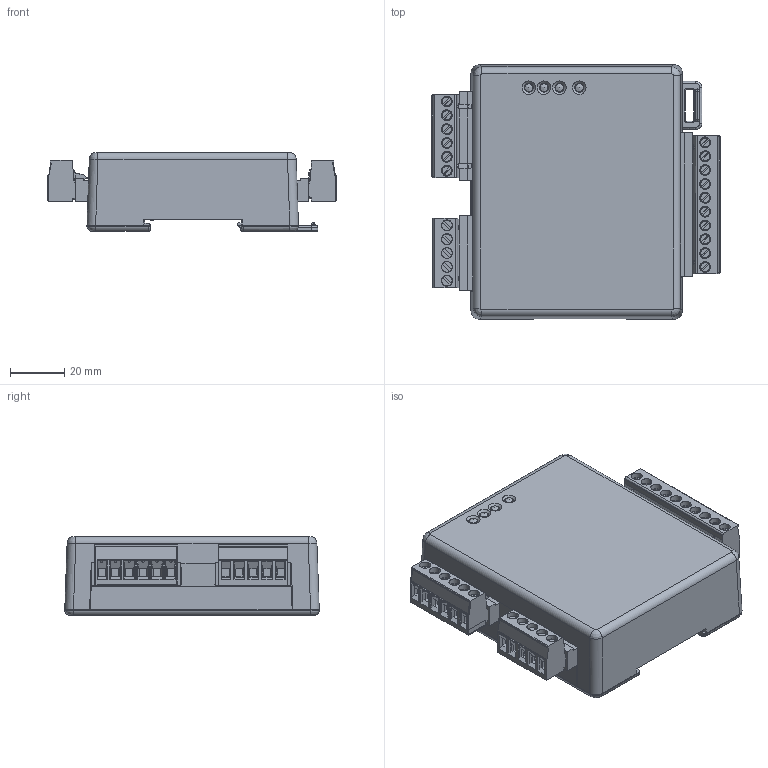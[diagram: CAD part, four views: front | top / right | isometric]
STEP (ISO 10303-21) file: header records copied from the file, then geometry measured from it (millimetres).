
FILE_DESCRIPTION((''),'2;1');
FILE_NAME('Meter-Module-Enclosure-6pin_simple.stp', '2016-11-21T14:33:19',('User'),('SDRC'),'I-DEAS Master Series 9','UNIX', 'Yes');
FILE_SCHEMA(('AUTOMOTIVE_DESIGN { 1 0 10303 214 1 1 1 1 }'));
Length unit declared in the file: inch
Products named in the file (12): Meter-Module-Enclosure-6pin_simple; 35-053; 35-008; 35-130; 85-005; simple-pcb; MSTB-2_5-ST-5_08; ID_1; PG106277; 82-004-PCBConn5pos-10_16mmSpacing; mstba_2_5-5-g-5_08
Assembly tree (14 placements, depth 3):
  Meter-Module-Enclosure-6pin_simple
    35-053
    35-008
    35-130
    85-005  x4
    simple-pcb
      MSTB-2_5-ST-5_08
      ID_1
      PG106277
      MSTB-2_5-ST-5_08
      82-004-PCBConn5pos-10_16mmSpacing
      mstba_2_5-5-g-5_08
Bounding box: 105.84 x 93.38 x 28.96 mm (x, y, z)
Volume: 102912 mm3; surface area: 60348.9 mm2
Topology: 13 solids, 14 shells, 1722 faces, 4527 edges, 2907 vertices
Faces by surface type: bspline 1722
Entity records: 58722 total; most frequent: CARTESIAN_POINT 31710, ORIENTED_EDGE 8984, EDGE_CURVE 4492, VERTEX_POINT 2889, QUASI_UNIFORM_CURVE 2379, EDGE_LOOP 1797, FACE_OUTER_BOUND 1704, ADVANCED_FACE 1704
